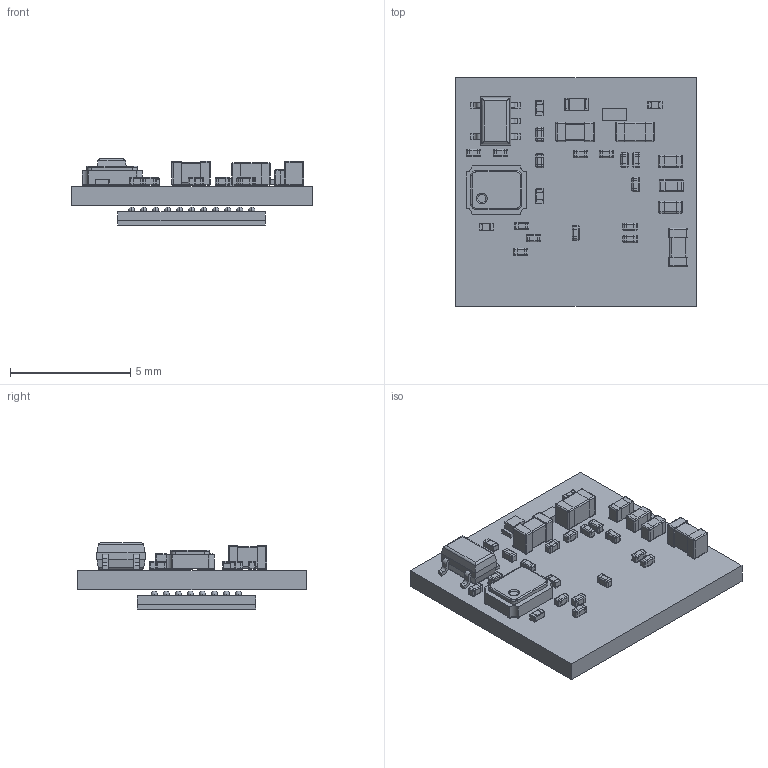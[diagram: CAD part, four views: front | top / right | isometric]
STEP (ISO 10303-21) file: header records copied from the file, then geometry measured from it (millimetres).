
FILE_DESCRIPTION(('KiCad electronic assembly'),'2;1');
FILE_NAME('Miniscope-v4-Rigid-Flex-PYTHON.step','2019-10-03T22:33:31',( 'An Author'),('A Company'),'Open CASCADE STEP processor 6.9', 'KiCad to STEP converter','Unknown');
FILE_SCHEMA(('AUTOMOTIVE_DESIGN { 1 0 10303 214 1 1 1 1 }'));
Length unit declared in the file: millimetre
Products named in the file (22): Open CASCADE STEP translator 6.9 1; C_0201_0603Metric_L; COMPOUND; C_0402_1005Metric_L; SOT_23-5P65_210X110L36X22L; R_0201_0603Metric_ERJ_L; OSC_CC250X200X80L70X75L; BGA88CP50_8X11_493X613X75B25; L_0603_1608Metric_L; C_0603_1608Metric_L; TRXDFN3_101X61X53L25X15; LED_0402_1005Metric; SOLID
Assembly tree (41 placements, depth 3):
  Open CASCADE STEP translator 6.9 1
    C_0201_0603Metric_L  x15
      COMPOUND
    C_0402_1005Metric_L  x3
      COMPOUND
    SOT_23-5P65_210X110L36X22L
      COMPOUND
    R_0201_0603Metric_ERJ_L  x4
      COMPOUND
    OSC_CC250X200X80L70X75L
      COMPOUND
    BGA88CP50_8X11_493X613X75B25
      COMPOUND
    L_0603_1608Metric_L  x2
      COMPOUND
    C_0603_1608Metric_L
      COMPOUND
    TRXDFN3_101X61X53L25X15
      COMPOUND
    LED_0402_1005Metric
      SOLID
    SOLID
Bounding box: 10 x 9.5 x 2.75 mm (x, y, z)
Volume: 105.4 mm3; surface area: 476.6 mm2
Topology: 186 solids, 186 shells, 1727 faces, 4157 edges, 2430 vertices
Faces by surface type: plane 735, cylinder 608, sphere 376, torus 8
Entity records: 55102 total; most frequent: CARTESIAN_POINT 15930, DIRECTION 6336, LINE 3647, VECTOR 3647, ORIENTED_EDGE 3266, PCURVE 3266, DEFINITIONAL_REPRESENTATION 3266, EDGE_CURVE 1633
